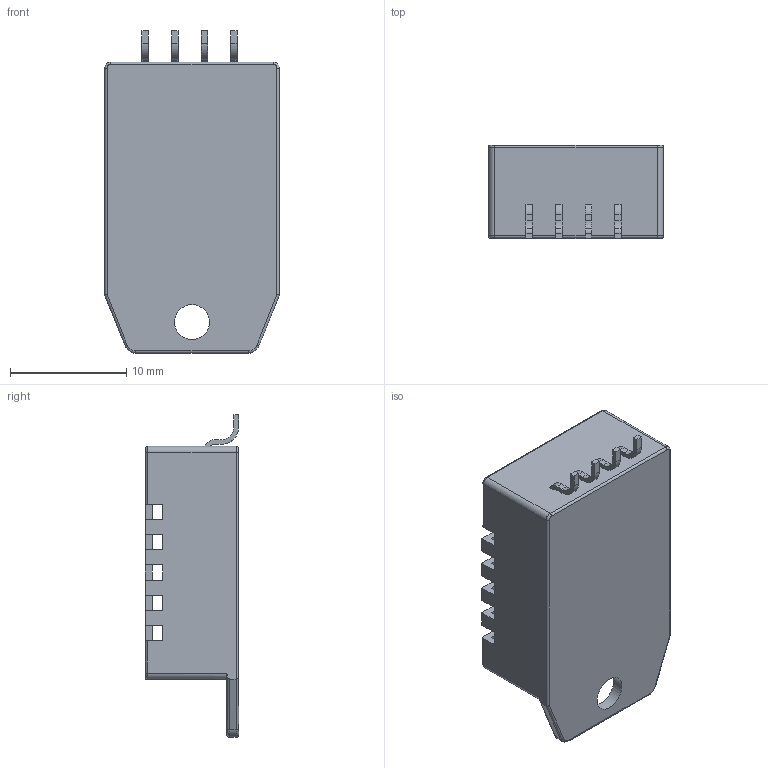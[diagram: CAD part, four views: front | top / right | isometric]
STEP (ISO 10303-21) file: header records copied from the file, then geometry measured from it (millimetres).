
FILE_DESCRIPTION(/* description */ (''),/* implementation_level */ '2;1');
FILE_NAME(/* name */ 'DHT.stp',/* time_stamp */ '2019-08-15T09:38:18+00:00',/* author */ ('ProfeSir'),/* organization */ (''),/* preprocessor_version */ 'ST-DEVELOPER v17',/* originating_system */ 'Autodesk Inventor 2019',/* authorisation */ '');
FILE_SCHEMA (('AUTOMOTIVE_DESIGN { 1 0 10303 214 3 1 1 }'));
Length unit declared in the file: millimetre
Products named in the file (1): DHT
Bounding box: 15 x 8 x 27.7 mm (x, y, z)
Volume: 642.3 mm3; surface area: 2218.5 mm2
Topology: 1 solids, 1 shells, 221 faces, 695 edges, 456 vertices
Faces by surface type: plane 164, cylinder 47, torus 10
Full cylindrical faces by diameter (mm): 3 x1
Entity records: 7786 total; most frequent: ORIENTED_EDGE 1390, CARTESIAN_POINT 1389, DIRECTION 1239, EDGE_CURVE 695, LINE 591, VECTOR 591, VERTEX_POINT 456, AXIS2_PLACEMENT_3D 324
